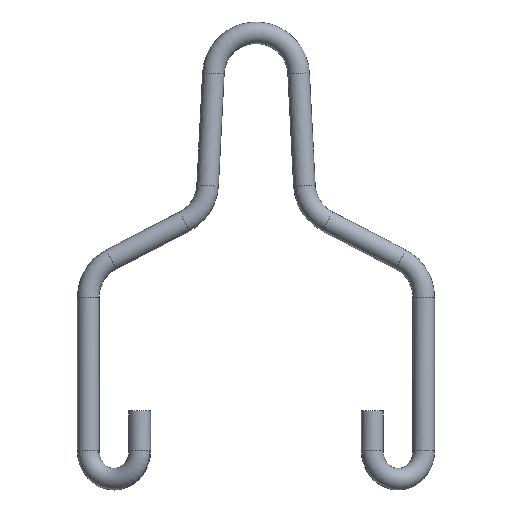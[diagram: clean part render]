
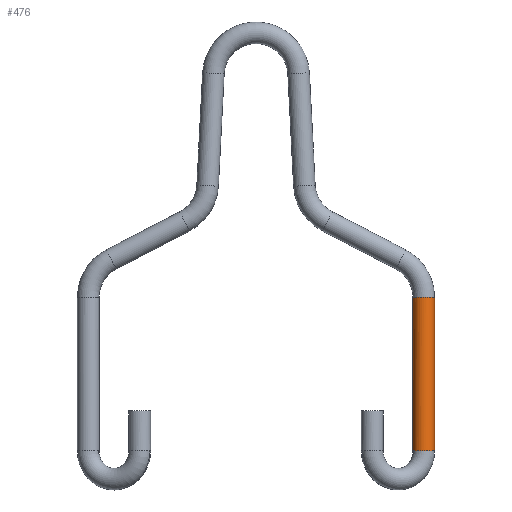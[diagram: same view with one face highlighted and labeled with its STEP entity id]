
A CAD part, top view. The second image highlights one B-rep face of the part: STEP entity #476.
In plain terms, the highlighted cylindrical face has radius 1.9 mm (diameter 3.8 mm), a partial arc.
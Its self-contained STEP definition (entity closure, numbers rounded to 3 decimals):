
#18 = VERTEX_POINT ( 'NONE', #290 ) ;
#42 = DIRECTION ( 'NONE',  ( 1., 0., 0. ) ) ;
#52 = ORIENTED_EDGE ( 'NONE', *, *, #493, .T. ) ;
#59 = VECTOR ( 'NONE', #479, 1000. ) ;
#97 = CARTESIAN_POINT ( 'NONE',  ( 27.6, -39., 0. ) ) ;
#98 = ORIENTED_EDGE ( 'NONE', *, *, #668, .F. ) ;
#126 = VECTOR ( 'NONE', #434, 1000. ) ;
#143 = AXIS2_PLACEMENT_3D ( 'NONE', #838, #412, #775 ) ;
#212 = VERTEX_POINT ( 'NONE', #695 ) ;
#222 = CARTESIAN_POINT ( 'NONE',  ( 31.4, -39., 0. ) ) ;
#230 = EDGE_LOOP ( 'NONE', ( #52, #296, #739, #98, #233 ) ) ;
#233 = ORIENTED_EDGE ( 'NONE', *, *, #455, .F. ) ;
#240 = LINE ( 'NONE', #97, #59 ) ;
#253 = AXIS2_PLACEMENT_3D ( 'NONE', #912, #484, #840 ) ;
#282 = DIRECTION ( 'NONE',  ( 1., 0., 0. ) ) ;
#287 = AXIS2_PLACEMENT_3D ( 'NONE', #513, #859, #282 ) ;
#290 = CARTESIAN_POINT ( 'NONE',  ( 27.778, -66., 0.803 ) ) ;
#296 = ORIENTED_EDGE ( 'NONE', *, *, #308, .T. ) ;
#308 = EDGE_CURVE ( 'NONE', #660, #354, #240, .T. ) ;
#354 = VERTEX_POINT ( 'NONE', #691 ) ;
#358 = VERTEX_POINT ( 'NONE', #762 ) ;
#397 = DIRECTION ( 'NONE',  ( 0., -1., 0. ) ) ;
#412 = DIRECTION ( 'NONE',  ( 0., -1., 0. ) ) ;
#434 = DIRECTION ( 'NONE',  ( 0., -1., 0. ) ) ;
#455 = EDGE_CURVE ( 'NONE', #358, #212, #886, .T. ) ;
#476 = ADVANCED_FACE ( 'NONE', ( #683 ), #848, .T. ) ;
#479 = DIRECTION ( 'NONE',  ( 0., -1., 0. ) ) ;
#484 = DIRECTION ( 'NONE',  ( 0., -1., 0. ) ) ;
#493 = EDGE_CURVE ( 'NONE', #358, #660, #657, .T. ) ;
#513 = CARTESIAN_POINT ( 'NONE',  ( 29.5, -39., 0. ) ) ;
#519 = CIRCLE ( 'NONE', #253, 1.9 ) ;
#564 = CARTESIAN_POINT ( 'NONE',  ( 27.6, -39., 0. ) ) ;
#586 = EDGE_CURVE ( 'NONE', #18, #354, #927, .T. ) ;
#614 = CARTESIAN_POINT ( 'NONE',  ( 29.5, -66., 0. ) ) ;
#657 = CIRCLE ( 'NONE', #143, 1.9 ) ;
#660 = VERTEX_POINT ( 'NONE', #564 ) ;
#668 = EDGE_CURVE ( 'NONE', #212, #18, #519, .T. ) ;
#683 = FACE_OUTER_BOUND ( 'NONE', #230, .T. ) ;
#691 = CARTESIAN_POINT ( 'NONE',  ( 27.6, -66., 0. ) ) ;
#695 = CARTESIAN_POINT ( 'NONE',  ( 31.4, -66., 0. ) ) ;
#739 = ORIENTED_EDGE ( 'NONE', *, *, #586, .F. ) ;
#762 = CARTESIAN_POINT ( 'NONE',  ( 31.4, -39., 0. ) ) ;
#775 = DIRECTION ( 'NONE',  ( 1., 0., 0. ) ) ;
#801 = AXIS2_PLACEMENT_3D ( 'NONE', #614, #397, #42 ) ;
#838 = CARTESIAN_POINT ( 'NONE',  ( 29.5, -39., 0. ) ) ;
#840 = DIRECTION ( 'NONE',  ( 1., 0., 0. ) ) ;
#848 = CYLINDRICAL_SURFACE ( 'NONE', #287, 1.9 ) ;
#859 = DIRECTION ( 'NONE',  ( 0., -1., 0. ) ) ;
#886 = LINE ( 'NONE', #222, #126 ) ;
#912 = CARTESIAN_POINT ( 'NONE',  ( 29.5, -66., 0. ) ) ;
#927 = CIRCLE ( 'NONE', #801, 1.9 ) ;
